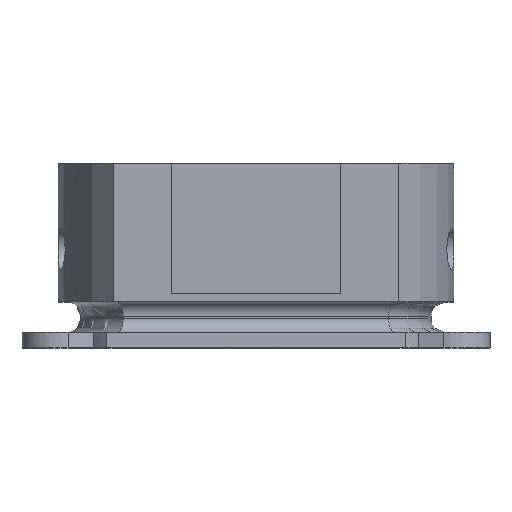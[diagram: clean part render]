
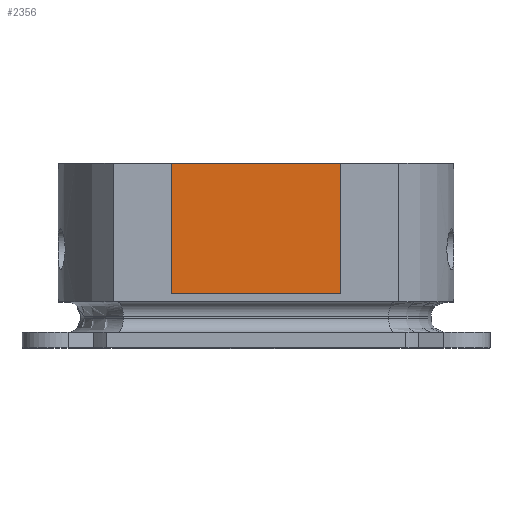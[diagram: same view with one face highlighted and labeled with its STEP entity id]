
A CAD part, top view. The second image highlights one B-rep face of the part: STEP entity #2356.
In plain terms, the highlighted planar face has unit normal (0, 0, 1).
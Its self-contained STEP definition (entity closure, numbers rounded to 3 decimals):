
#1959 = VERTEX_POINT('',#1960);
#1960 = CARTESIAN_POINT('',(-8.25,-10.,10.124));
#1966 = EDGE_CURVE('',#1959,#1967,#1969,.T.);
#1967 = VERTEX_POINT('',#1968);
#1968 = CARTESIAN_POINT('',(8.25,-10.,10.124));
#1969 = LINE('',#1970,#1971);
#1970 = CARTESIAN_POINT('',(-8.25,-10.,10.124));
#1971 = VECTOR('',#1972,1.);
#1972 = DIRECTION('',(1.,0.,0.));
#2145 = EDGE_CURVE('',#1967,#2146,#2148,.T.);
#2146 = VERTEX_POINT('',#2147);
#2147 = CARTESIAN_POINT('',(8.25,-22.7,10.124));
#2148 = LINE('',#2149,#2150);
#2149 = CARTESIAN_POINT('',(8.25,-10.,10.124));
#2150 = VECTOR('',#2151,1.);
#2151 = DIRECTION('',(0.,-1.,0.));
#2170 = VERTEX_POINT('',#2171);
#2171 = CARTESIAN_POINT('',(-8.25,-22.7,10.124));
#2177 = EDGE_CURVE('',#2170,#2146,#2178,.T.);
#2178 = LINE('',#2179,#2180);
#2179 = CARTESIAN_POINT('',(-8.25,-22.7,10.124));
#2180 = VECTOR('',#2181,1.);
#2181 = DIRECTION('',(1.,0.,0.));
#2195 = EDGE_CURVE('',#1959,#2170,#2196,.T.);
#2196 = LINE('',#2197,#2198);
#2197 = CARTESIAN_POINT('',(-8.25,-10.,10.124));
#2198 = VECTOR('',#2199,1.);
#2199 = DIRECTION('',(0.,-1.,0.));
#2356 = ADVANCED_FACE('',(#2357),#2363,.T.);
#2357 = FACE_BOUND('',#2358,.T.);
#2358 = EDGE_LOOP('',(#2359,#2360,#2361,#2362));
#2359 = ORIENTED_EDGE('',*,*,#2195,.T.);
#2360 = ORIENTED_EDGE('',*,*,#2177,.T.);
#2361 = ORIENTED_EDGE('',*,*,#2145,.F.);
#2362 = ORIENTED_EDGE('',*,*,#1966,.F.);
#2363 = PLANE('',#2364);
#2364 = AXIS2_PLACEMENT_3D('',#2365,#2366,#2367);
#2365 = CARTESIAN_POINT('',(-8.25,-10.,10.124));
#2366 = DIRECTION('',(0.,0.,1.));
#2367 = DIRECTION('',(1.,0.,0.));
